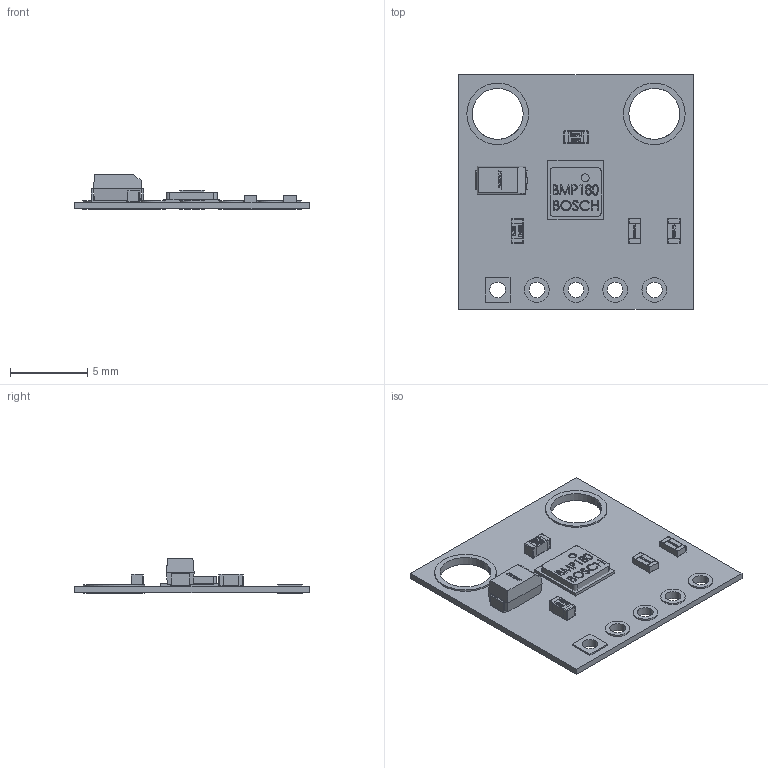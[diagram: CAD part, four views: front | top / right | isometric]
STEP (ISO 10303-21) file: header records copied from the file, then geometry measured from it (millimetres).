
FILE_DESCRIPTION (( 'STEP AP214' ), '1' );
FILE_NAME ('SparkFun_BMP180_Breakout.step', '2022-10-03T22:22:35', ( '' ), ( '' ), 'SwSTEP 2.0', 'SolidWorks 2022', '' );
FILE_SCHEMA (( 'AUTOMOTIVE_DESIGN' ));
Length unit declared in the file: millimetre
Products named in the file (24): Solid3; Board; Solid1-3; Solid1-6; Free-Models; Designator53; Solid1; Solid3-1; Designator48; SparkFun_BMP180_Breakout; Solid4-1; Solid4; Solid1-2; T491A106K016AT; Solid2-1; Designator52; Solid1-5; Solid1-8; Solid2; Designator47; Designator63; Solid1-7; Solid1-4; Solid1-1
Assembly tree (28 placements, depth 4):
  SparkFun_BMP180_Breakout
    Board
      Solid1
    Designator63
      T491A106K016AT
        Solid1-1
        Solid1-2
        Solid2
        Solid3
        Solid4
        Solid1-3
        Solid1-4
    Designator48
      Solid1-5
    Designator47
      Solid1-5
    Designator53
      Solid1-6
      Solid2-1
      Solid3-1
      Solid4-1
    Designator52
      Solid1-6
      Solid2-1
      Solid3-1
      Solid4-1
    Free-Models
      Solid1-7
      Solid1-8
Bounding box: 15.24 x 15.24 x 2.26 mm (x, y, z)
Volume: 105.7 mm3; surface area: 620.3 mm2
Topology: 20 solids, 20 shells, 1155 faces, 2898 edges, 1892 vertices
Faces by surface type: plane 656, bspline 382, cylinder 101, sphere 16
Entity records: 41399 total; most frequent: CARTESIAN_POINT 19658, ORIENTED_EDGE 4284, DIRECTION 3189, EDGE_CURVE 2142, LINE 1487, VECTOR 1487, VERTEX_POINT 1412, EDGE_LOOP 964
